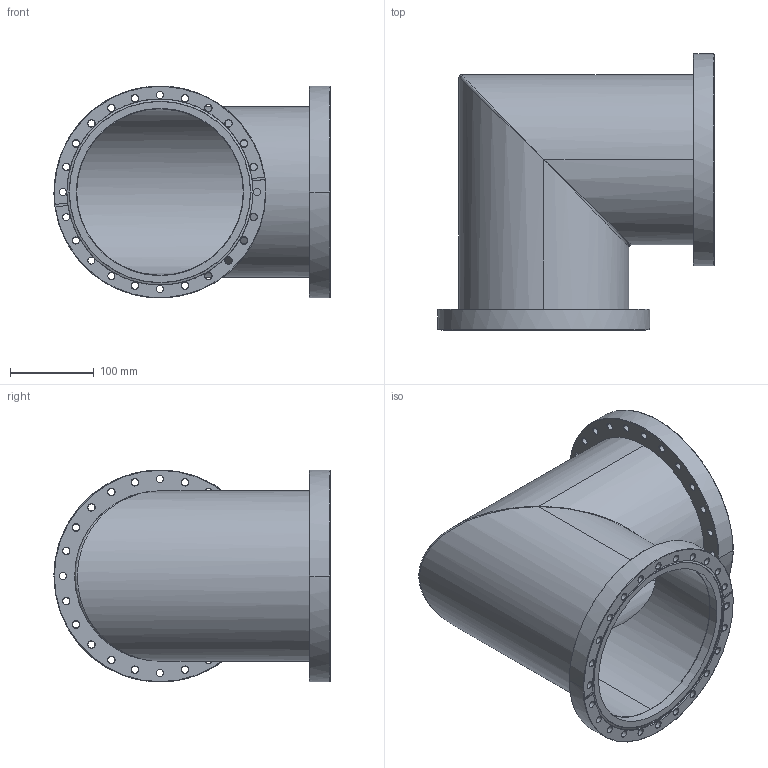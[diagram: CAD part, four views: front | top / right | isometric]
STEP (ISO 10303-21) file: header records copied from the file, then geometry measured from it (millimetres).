
FILE_DESCRIPTION (( 'STEP AP214' ), '1' );
FILE_NAME ('Hositrad_FE200-200-Elbow.STEP', '2015-12-08T13:38:28', ( '' ), ( '' ), 'SwSTEP 2.0', 'SolidWorks 2015', '' );
FILE_SCHEMA (( 'AUTOMOTIVE_DESIGN' ));
Length unit declared in the file: millimetre
Products named in the file (3): NW200CF-Weld_-203; Elbow Mitred-All_Elbow Mitred 203,2; Hositrad_FE200-200-Elbow
Assembly tree (3 placements, depth 2):
  Hositrad_FE200-200-Elbow
    Elbow Mitred-All_Elbow Mitred 203,2
    NW200CF-Weld_-203  x2
Bounding box: 329.8 x 329.8 x 253.2 mm (x, y, z)
Volume: 1325888.1 mm3; surface area: 656189.5 mm2
Topology: 3 solids, 3 shells, 324 faces, 770 edges, 450 vertices
Faces by surface type: cone 178, cylinder 120, plane 24, bspline 2
Entity records: 5227 total; most frequent: CARTESIAN_POINT 1043, DIRECTION 945, ORIENTED_EDGE 788, EDGE_CURVE 394, AXIS2_PLACEMENT_3D 389, VERTEX_POINT 231, EDGE_LOOP 221, CIRCLE 217
